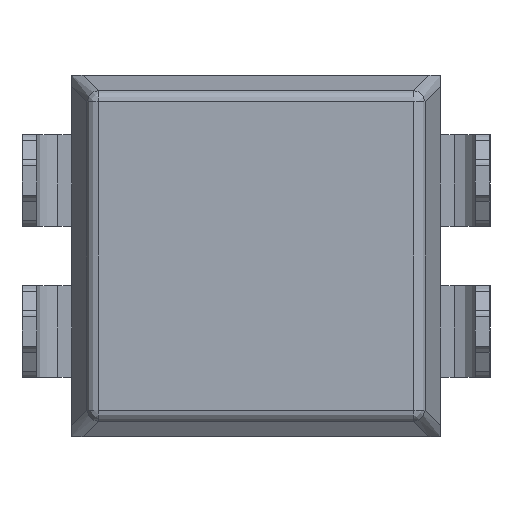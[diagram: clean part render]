
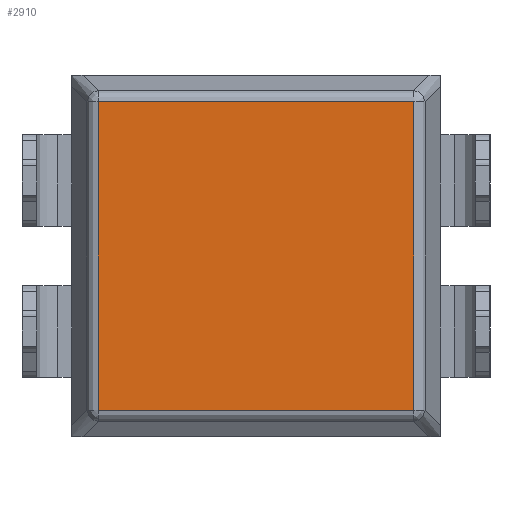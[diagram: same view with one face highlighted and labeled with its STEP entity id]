
A CAD part, front view. The second image highlights one B-rep face of the part: STEP entity #2910.
In plain terms, the highlighted planar face has unit normal (0, -1, 0).
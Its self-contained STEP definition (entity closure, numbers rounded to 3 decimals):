
#2764 = VERTEX_POINT('',#2765);
#2765 = CARTESIAN_POINT('',(-2.651,0.,
    2.591));
#2799 = EDGE_CURVE('',#2800,#2764,#2802,.T.);
#2800 = VERTEX_POINT('',#2801);
#2801 = CARTESIAN_POINT('',(2.651,0.,
    2.591));
#2802 = LINE('',#2803,#2804);
#2803 = CARTESIAN_POINT('',(2.651,0.,
    2.591));
#2804 = VECTOR('',#2805,1.);
#2805 = DIRECTION('',(-1.,0.,0.));
#2910 = ADVANCED_FACE('',(#2911),#2936,.F.);
#2911 = FACE_BOUND('',#2912,.T.);
#2912 = EDGE_LOOP('',(#2913,#2921,#2929,#2935));
#2913 = ORIENTED_EDGE('',*,*,#2914,.T.);
#2914 = EDGE_CURVE('',#2764,#2915,#2917,.T.);
#2915 = VERTEX_POINT('',#2916);
#2916 = CARTESIAN_POINT('',(-2.651,0.,
    -2.591));
#2917 = LINE('',#2918,#2919);
#2918 = CARTESIAN_POINT('',(-2.651,0.,
    2.591));
#2919 = VECTOR('',#2920,1.);
#2920 = DIRECTION('',(0.,0.,-1.));
#2921 = ORIENTED_EDGE('',*,*,#2922,.F.);
#2922 = EDGE_CURVE('',#2923,#2915,#2925,.T.);
#2923 = VERTEX_POINT('',#2924);
#2924 = CARTESIAN_POINT('',(2.651,0.,
    -2.591));
#2925 = LINE('',#2926,#2927);
#2926 = CARTESIAN_POINT('',(2.651,0.,
    -2.591));
#2927 = VECTOR('',#2928,1.);
#2928 = DIRECTION('',(-1.,0.,0.));
#2929 = ORIENTED_EDGE('',*,*,#2930,.T.);
#2930 = EDGE_CURVE('',#2923,#2800,#2931,.T.);
#2931 = LINE('',#2932,#2933);
#2932 = CARTESIAN_POINT('',(2.651,0.,
    -2.591));
#2933 = VECTOR('',#2934,1.);
#2934 = DIRECTION('',(0.,0.,1.));
#2935 = ORIENTED_EDGE('',*,*,#2799,.T.);
#2936 = PLANE('',#2937);
#2937 = AXIS2_PLACEMENT_3D('',#2938,#2939,#2940);
#2938 = CARTESIAN_POINT('',(-2.726,0.,
    -7.62));
#2939 = DIRECTION('',(0.,1.,0.));
#2940 = DIRECTION('',(0.,0.,1.));
